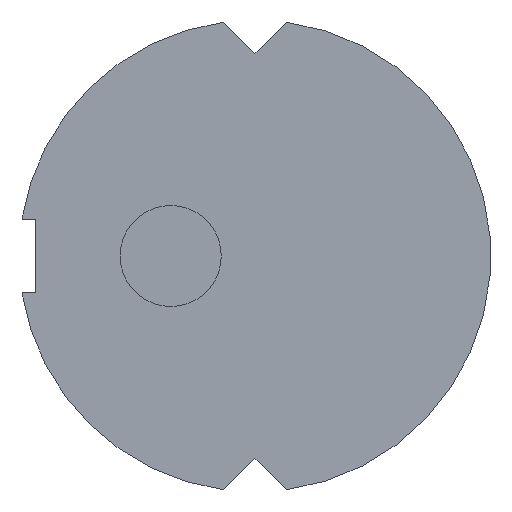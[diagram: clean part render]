
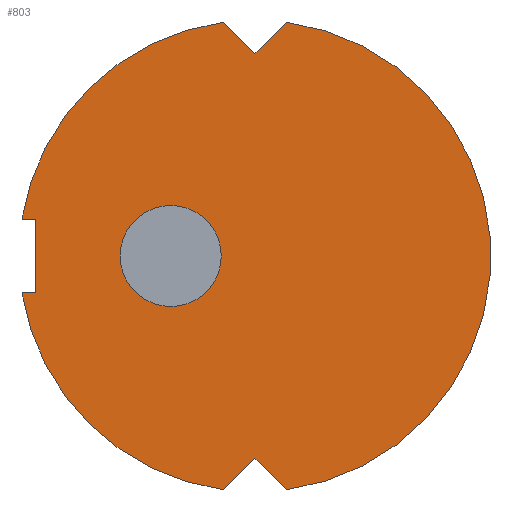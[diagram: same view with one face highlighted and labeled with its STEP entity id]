
A CAD part, front view. The second image highlights one B-rep face of the part: STEP entity #803.
In plain terms, the highlighted planar face has unit normal (0, -1, 0).
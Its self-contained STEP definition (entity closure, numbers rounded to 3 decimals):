
#47 = DIRECTION ( 'NONE',  ( 0.707, 0., 0.707 ) ) ;
#48 = VECTOR ( 'NONE', #47, 1000. ) ;
#49 = CARTESIAN_POINT ( 'NONE',  ( 0.375, 0., 2.775 ) ) ;
#50 = LINE ( 'NONE', #49, #48 ) ;
#51 = AXIS2_PLACEMENT_3D ( 'NONE', #114, #113, #112 ) ;
#52 = DIRECTION ( 'NONE',  ( 0., 0., 1. ) ) ;
#53 = DIRECTION ( 'NONE',  ( 0., 1., 0. ) ) ;
#54 = CARTESIAN_POINT ( 'NONE',  ( 0., 0., 0. ) ) ;
#55 = AXIS2_PLACEMENT_3D ( 'NONE', #54, #53, #52 ) ;
#56 = CIRCLE ( 'NONE', #51, 0.6 ) ;
#57 = PLANE ( 'NONE',  #55 ) ;
#72 = FACE_OUTER_BOUND ( 'NONE', #808, .T. ) ;
#75 = FACE_BOUND ( 'NONE', #804, .T. ) ;
#94 = CARTESIAN_POINT ( 'NONE',  ( -1., 0., 0.6 ) ) ;
#95 = DIRECTION ( 'NONE',  ( 0., 0., 1. ) ) ;
#96 = DIRECTION ( 'NONE',  ( 0., 1., 0. ) ) ;
#97 = CARTESIAN_POINT ( 'NONE',  ( -1., 0., 0. ) ) ;
#98 = AXIS2_PLACEMENT_3D ( 'NONE', #97, #96, #95 ) ;
#99 = CIRCLE ( 'NONE', #98, 0.6 ) ;
#100 = CARTESIAN_POINT ( 'NONE',  ( -1., 0., -0.6 ) ) ;
#111 = CARTESIAN_POINT ( 'NONE',  ( -2.765, 0., 0.438 ) ) ;
#112 = DIRECTION ( 'NONE',  ( 0., 0., 1. ) ) ;
#113 = DIRECTION ( 'NONE',  ( 0., 1., 0. ) ) ;
#114 = CARTESIAN_POINT ( 'NONE',  ( -1., 0., 0. ) ) ;
#356 = CARTESIAN_POINT ( 'NONE',  ( -2.6, 0., 0.438 ) ) ;
#357 = DIRECTION ( 'NONE',  ( 0., 0., 1. ) ) ;
#358 = VECTOR ( 'NONE', #357, 1000. ) ;
#359 = CARTESIAN_POINT ( 'NONE',  ( -2.6, 0., 0.438 ) ) ;
#377 = CARTESIAN_POINT ( 'NONE',  ( 0., 0., 2.4 ) ) ;
#378 = DIRECTION ( 'NONE',  ( 0.707, 0., -0.707 ) ) ;
#379 = VECTOR ( 'NONE', #378, 1000. ) ;
#383 = CARTESIAN_POINT ( 'NONE',  ( -0.375, 0., 2.775 ) ) ;
#384 = LINE ( 'NONE', #383, #379 ) ;
#413 = LINE ( 'NONE', #359, #358 ) ;
#483 = DIRECTION ( 'NONE',  ( 1., 0., 0. ) ) ;
#484 = VECTOR ( 'NONE', #483, 1000. ) ;
#485 = CARTESIAN_POINT ( 'NONE',  ( -2.765, 0., -0.438 ) ) ;
#486 = LINE ( 'NONE', #485, #484 ) ;
#492 = CARTESIAN_POINT ( 'NONE',  ( -2.6, 0., -0.438 ) ) ;
#498 = CARTESIAN_POINT ( 'NONE',  ( -0.375, 0., 2.775 ) ) ;
#499 = DIRECTION ( 'NONE',  ( 0., 0., 1. ) ) ;
#500 = DIRECTION ( 'NONE',  ( 0., 1., 0. ) ) ;
#501 = CARTESIAN_POINT ( 'NONE',  ( 0., 0., 0. ) ) ;
#502 = AXIS2_PLACEMENT_3D ( 'NONE', #501, #500, #499 ) ;
#503 = CIRCLE ( 'NONE', #502, 2.8 ) ;
#533 = VERTEX_POINT ( 'NONE', #632 ) ;
#536 = EDGE_CURVE ( 'NONE', #566, #533, #797, .T. ) ;
#549 = EDGE_CURVE ( 'NONE', #605, #566, #882, .T. ) ;
#566 = VERTEX_POINT ( 'NONE', #934 ) ;
#597 = EDGE_CURVE ( 'NONE', #598, #599, #1209, .T. ) ;
#598 = VERTEX_POINT ( 'NONE', #1210 ) ;
#599 = VERTEX_POINT ( 'NONE', #1212 ) ;
#604 = EDGE_CURVE ( 'NONE', #599, #605, #1221, .T. ) ;
#605 = VERTEX_POINT ( 'NONE', #1220 ) ;
#610 = EDGE_CURVE ( 'NONE', #706, #809, #1037, .T. ) ;
#632 = CARTESIAN_POINT ( 'NONE',  ( -2.765, 0., -0.438 ) ) ;
#662 = ORIENTED_EDGE ( 'NONE', *, *, #549, .F. ) ;
#663 = ORIENTED_EDGE ( 'NONE', *, *, #604, .F. ) ;
#691 = ORIENTED_EDGE ( 'NONE', *, *, #769, .F. ) ;
#705 = EDGE_CURVE ( 'NONE', #765, #706, #413, .T. ) ;
#706 = VERTEX_POINT ( 'NONE', #356 ) ;
#733 = ORIENTED_EDGE ( 'NONE', *, *, #610, .F. ) ;
#734 = ORIENTED_EDGE ( 'NONE', *, *, #705, .F. ) ;
#736 = EDGE_CURVE ( 'NONE', #758, #737, #384, .T. ) ;
#737 = VERTEX_POINT ( 'NONE', #377 ) ;
#757 = EDGE_CURVE ( 'NONE', #809, #758, #503, .T. ) ;
#758 = VERTEX_POINT ( 'NONE', #498 ) ;
#765 = VERTEX_POINT ( 'NONE', #492 ) ;
#769 = EDGE_CURVE ( 'NONE', #533, #765, #486, .T. ) ;
#776 = EDGE_CURVE ( 'NONE', #737, #598, #50, .T. ) ;
#780 = ORIENTED_EDGE ( 'NONE', *, *, #736, .F. ) ;
#781 = ORIENTED_EDGE ( 'NONE', *, *, #757, .F. ) ;
#793 = DIRECTION ( 'NONE',  ( 0., 0., 1. ) ) ;
#794 = DIRECTION ( 'NONE',  ( 0., 1., 0. ) ) ;
#795 = CARTESIAN_POINT ( 'NONE',  ( 0., 0., 0. ) ) ;
#796 = AXIS2_PLACEMENT_3D ( 'NONE', #795, #794, #793 ) ;
#797 = CIRCLE ( 'NONE', #796, 2.8 ) ;
#803 = ADVANCED_FACE ( 'NONE', ( #75, #72 ), #57, .F. ) ;
#804 = EDGE_LOOP ( 'NONE', ( #805, #806 ) ) ;
#805 = ORIENTED_EDGE ( 'NONE', *, *, #822, .T. ) ;
#806 = ORIENTED_EDGE ( 'NONE', *, *, #807, .T. ) ;
#807 = EDGE_CURVE ( 'NONE', #820, #823, #56, .T. ) ;
#808 = EDGE_LOOP ( 'NONE', ( #835, #836, #780, #781, #733, #734, #691, #846, #662, #663 ) ) ;
#809 = VERTEX_POINT ( 'NONE', #111 ) ;
#820 = VERTEX_POINT ( 'NONE', #100 ) ;
#822 = EDGE_CURVE ( 'NONE', #823, #820, #99, .T. ) ;
#823 = VERTEX_POINT ( 'NONE', #94 ) ;
#835 = ORIENTED_EDGE ( 'NONE', *, *, #597, .F. ) ;
#836 = ORIENTED_EDGE ( 'NONE', *, *, #776, .F. ) ;
#846 = ORIENTED_EDGE ( 'NONE', *, *, #536, .F. ) ;
#872 = DIRECTION ( 'NONE',  ( -0.707, 0., -0.707 ) ) ;
#873 = VECTOR ( 'NONE', #872, 1000. ) ;
#874 = CARTESIAN_POINT ( 'NONE',  ( -0.375, 0., -2.775 ) ) ;
#882 = LINE ( 'NONE', #874, #873 ) ;
#934 = CARTESIAN_POINT ( 'NONE',  ( -0.375, 0., -2.775 ) ) ;
#1029 = DIRECTION ( 'NONE',  ( -1., 0., 0. ) ) ;
#1030 = VECTOR ( 'NONE', #1029, 1000. ) ;
#1032 = CARTESIAN_POINT ( 'NONE',  ( -2.765, 0., 0.438 ) ) ;
#1037 = LINE ( 'NONE', #1032, #1030 ) ;
#1187 = CARTESIAN_POINT ( 'NONE',  ( 0., 0., 0. ) ) ;
#1188 = DIRECTION ( 'NONE',  ( 0., 1., 0. ) ) ;
#1208 = DIRECTION ( 'NONE',  ( 0., 0., 1. ) ) ;
#1209 = CIRCLE ( 'NONE', #1211, 2.8 ) ;
#1210 = CARTESIAN_POINT ( 'NONE',  ( 0.375, 0., 2.775 ) ) ;
#1211 = AXIS2_PLACEMENT_3D ( 'NONE', #1187, #1188, #1208 ) ;
#1212 = CARTESIAN_POINT ( 'NONE',  ( 0.375, 0., -2.775 ) ) ;
#1220 = CARTESIAN_POINT ( 'NONE',  ( 0., 0., -2.4 ) ) ;
#1221 = LINE ( 'NONE', #1226, #1225 ) ;
#1224 = DIRECTION ( 'NONE',  ( -0.707, 0., 0.707 ) ) ;
#1225 = VECTOR ( 'NONE', #1224, 1000. ) ;
#1226 = CARTESIAN_POINT ( 'NONE',  ( 0.375, 0., -2.775 ) ) ;
